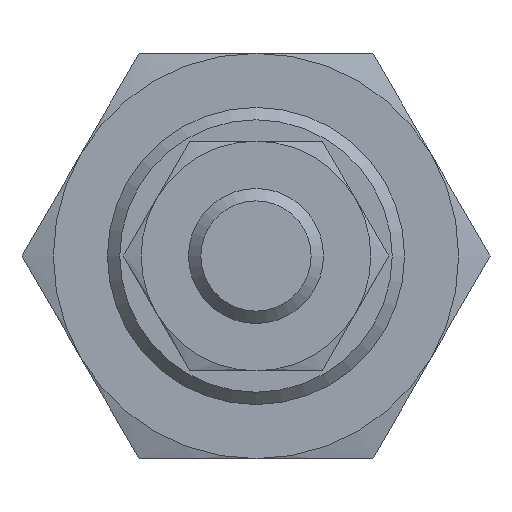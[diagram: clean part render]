
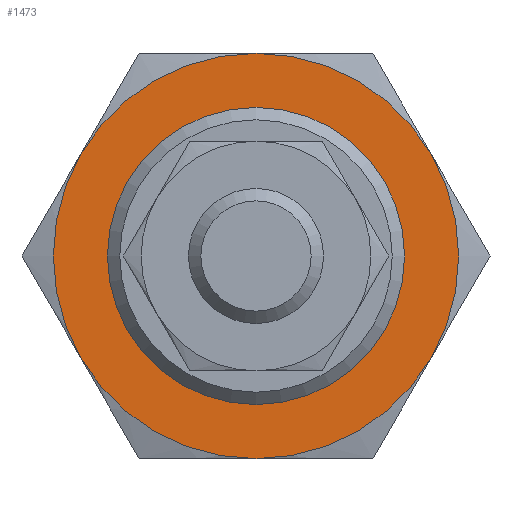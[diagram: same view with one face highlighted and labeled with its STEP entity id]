
A CAD part, left-side view. The second image highlights one B-rep face of the part: STEP entity #1473.
In plain terms, the highlighted face is planar.
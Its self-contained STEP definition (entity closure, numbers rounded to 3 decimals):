
#403=ORIENTED_EDGE('',*,*,#745,.T.);
#404=ORIENTED_EDGE('',*,*,#744,.F.);
#405=ORIENTED_EDGE('',*,*,#746,.F.);
#406=ORIENTED_EDGE('',*,*,#743,.F.);
#407=ORIENTED_EDGE('',*,*,#742,.F.);
#408=ORIENTED_EDGE('',*,*,#741,.F.);
#409=ORIENTED_EDGE('',*,*,#740,.F.);
#740=EDGE_CURVE('',#916,#918,#1042,.T.);
#741=EDGE_CURVE('',#918,#920,#1043,.T.);
#742=EDGE_CURVE('',#920,#922,#1044,.T.);
#743=EDGE_CURVE('',#922,#924,#1045,.T.);
#744=EDGE_CURVE('',#914,#916,#1046,.T.);
#745=EDGE_CURVE('',#925,#925,#1047,.T.);
#746=EDGE_CURVE('',#924,#914,#1048,.T.);
#914=VERTEX_POINT('',#2987);
#916=VERTEX_POINT('',#2999);
#918=VERTEX_POINT('',#3011);
#920=VERTEX_POINT('',#3023);
#922=VERTEX_POINT('',#3035);
#924=VERTEX_POINT('',#3047);
#925=VERTEX_POINT('',#3064);
#1042=CIRCLE('',#2253,15.);
#1043=CIRCLE('',#2255,15.);
#1044=CIRCLE('',#2257,15.);
#1045=CIRCLE('',#2259,15.);
#1046=CIRCLE('',#2261,15.);
#1047=CIRCLE('',#2263,11.);
#1048=CIRCLE('',#2264,15.);
#1157=EDGE_LOOP('',(#403));
#1158=EDGE_LOOP('',(#404,#405,#406,#407,#408,#409));
#1303=FACE_BOUND('',#1157,.T.);
#1304=FACE_BOUND('',#1158,.T.);
#1408=PLANE('',#2262);
#1473=ADVANCED_FACE('',(#1303,#1304),#1408,.T.);
#2253=AXIS2_PLACEMENT_3D('',#3053,#2523,#2524);
#2255=AXIS2_PLACEMENT_3D('',#3055,#2527,#2528);
#2257=AXIS2_PLACEMENT_3D('',#3057,#2531,#2532);
#2259=AXIS2_PLACEMENT_3D('',#3059,#2535,#2536);
#2261=AXIS2_PLACEMENT_3D('',#3061,#2539,#2540);
#2262=AXIS2_PLACEMENT_3D('',#3062,#2541,#2542);
#2263=AXIS2_PLACEMENT_3D('',#3063,#2543,#2544);
#2264=AXIS2_PLACEMENT_3D('',#3065,#2545,#2546);
#2523=DIRECTION('',(-1.,0.,0.));
#2524=DIRECTION('',(0.,0.,1.));
#2527=DIRECTION('',(-1.,0.,0.));
#2528=DIRECTION('',(0.,0.,1.));
#2531=DIRECTION('',(-1.,0.,0.));
#2532=DIRECTION('',(0.,0.,1.));
#2535=DIRECTION('',(-1.,0.,0.));
#2536=DIRECTION('',(0.,0.,1.));
#2539=DIRECTION('',(-1.,0.,0.));
#2540=DIRECTION('',(0.,0.,1.));
#2541=DIRECTION('',(1.,0.,0.));
#2542=DIRECTION('',(0.,0.,-1.));
#2543=DIRECTION('',(-1.,0.,0.));
#2544=DIRECTION('',(0.,0.,1.));
#2545=DIRECTION('',(-1.,0.,0.));
#2546=DIRECTION('',(0.,0.,1.));
#2987=CARTESIAN_POINT('',(7.,0.,15.));
#2999=CARTESIAN_POINT('',(7.,12.99,7.5));
#3011=CARTESIAN_POINT('',(7.,12.99,-7.5));
#3023=CARTESIAN_POINT('',(7.,0.,-15.));
#3035=CARTESIAN_POINT('',(7.,-12.99,-7.5));
#3047=CARTESIAN_POINT('',(7.,-12.99,7.5));
#3053=CARTESIAN_POINT('',(7.,0.,0.));
#3055=CARTESIAN_POINT('',(7.,0.,0.));
#3057=CARTESIAN_POINT('',(7.,0.,0.));
#3059=CARTESIAN_POINT('',(7.,0.,0.));
#3061=CARTESIAN_POINT('',(7.,0.,0.));
#3062=CARTESIAN_POINT('',(7.,15.,0.));
#3063=CARTESIAN_POINT('',(7.,0.,0.));
#3064=CARTESIAN_POINT('',(7.,0.,11.));
#3065=CARTESIAN_POINT('',(7.,0.,0.));
